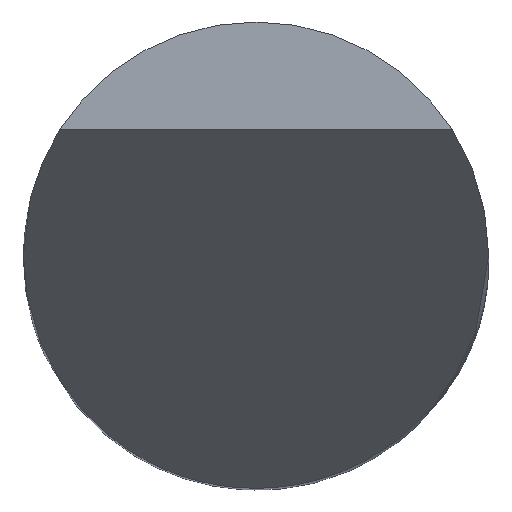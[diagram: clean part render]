
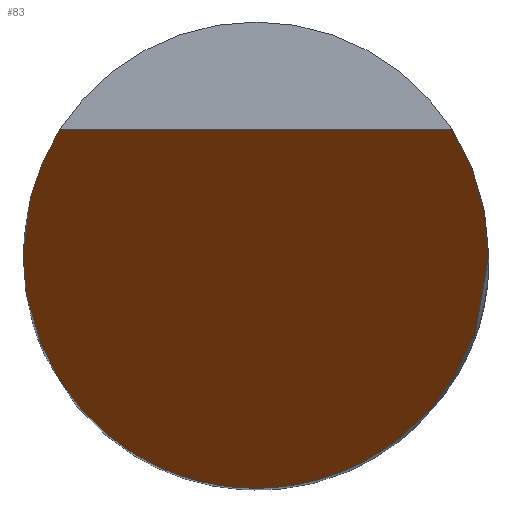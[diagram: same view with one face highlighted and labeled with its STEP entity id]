
A CAD part, top view. The second image highlights one B-rep face of the part: STEP entity #83.
In plain terms, the highlighted planar face has unit normal (0, -0.866, 0.5).
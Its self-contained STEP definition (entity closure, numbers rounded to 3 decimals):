
#55=PLANE('',#710);
#83=ADVANCED_FACE('',(#128),#55,.F.);
#128=FACE_OUTER_BOUND('',#165,.T.);
#165=EDGE_LOOP('',(#356,#357,#358,#359));
#263=LINE('',#1174,#283);
#283=VECTOR('',#788,1.);
#356=ORIENTED_EDGE('',*,*,#546,.F.);
#357=ORIENTED_EDGE('',*,*,#594,.T.);
#358=ORIENTED_EDGE('',*,*,#551,.F.);
#359=ORIENTED_EDGE('',*,*,#585,.F.);
#484=VERTEX_POINT('',#888);
#485=VERTEX_POINT('',#889);
#489=VERTEX_POINT('',#930);
#490=VERTEX_POINT('',#935);
#546=EDGE_CURVE('',#484,#485,#649,.T.);
#551=EDGE_CURVE('',#489,#490,#650,.T.);
#585=EDGE_CURVE('',#485,#489,#654,.T.);
#594=EDGE_CURVE('',#484,#490,#263,.T.);
#649=(
BOUNDED_CURVE()
B_SPLINE_CURVE(3,(#884,#885,#886,#887),.UNSPECIFIED.,.F.,.F.)
B_SPLINE_CURVE_WITH_KNOTS((4,4),(0.,1.),.UNSPECIFIED.)
CURVE()
GEOMETRIC_REPRESENTATION_ITEM()
RATIONAL_B_SPLINE_CURVE((1.,0.973,0.973,1.))
REPRESENTATION_ITEM('')
);
#650=(
BOUNDED_CURVE()
B_SPLINE_CURVE(3,(#931,#932,#933,#934),.UNSPECIFIED.,.F.,.F.)
B_SPLINE_CURVE_WITH_KNOTS((4,4),(0.,1.),.UNSPECIFIED.)
CURVE()
GEOMETRIC_REPRESENTATION_ITEM()
RATIONAL_B_SPLINE_CURVE((1.,0.973,0.973,1.))
REPRESENTATION_ITEM('')
);
#654=(
BOUNDED_CURVE()
B_SPLINE_CURVE(3,(#1105,#1106,#1107,#1108),.UNSPECIFIED.,.F.,.F.)
B_SPLINE_CURVE_WITH_KNOTS((4,4),(0.,1.),.UNSPECIFIED.)
CURVE()
GEOMETRIC_REPRESENTATION_ITEM()
RATIONAL_B_SPLINE_CURVE((1.,0.333,0.333,1.))
REPRESENTATION_ITEM('')
);
#710=AXIS2_PLACEMENT_3D('',#1175,#789,#790);
#788=DIRECTION('',(-1.,0.,0.));
#789=DIRECTION('',(0.,0.866,-0.5));
#790=DIRECTION('',(0.,0.5,0.866));
#884=CARTESIAN_POINT('',(2.955,1.876,3.25));
#885=CARTESIAN_POINT('',(3.313,1.312,2.272));
#886=CARTESIAN_POINT('',(3.5,0.669,1.159));
#887=CARTESIAN_POINT('',(3.5,0.,0.));
#888=CARTESIAN_POINT('',(2.955,1.876,3.25));
#889=CARTESIAN_POINT('',(3.5,0.,0.));
#930=CARTESIAN_POINT('',(-3.5,0.,0.));
#931=CARTESIAN_POINT('',(-3.5,0.,0.));
#932=CARTESIAN_POINT('',(-3.5,0.669,1.159));
#933=CARTESIAN_POINT('',(-3.313,1.312,2.272));
#934=CARTESIAN_POINT('',(-2.955,1.876,3.25));
#935=CARTESIAN_POINT('',(-2.955,1.876,3.25));
#1105=CARTESIAN_POINT('',(3.5,0.,0.));
#1106=CARTESIAN_POINT('',(3.5,-7.,-12.124));
#1107=CARTESIAN_POINT('',(-3.5,-7.,-12.124));
#1108=CARTESIAN_POINT('',(-3.5,0.,0.));
#1174=CARTESIAN_POINT('',(3.5,1.876,3.25));
#1175=CARTESIAN_POINT('',(3.5,1.876,3.25));
